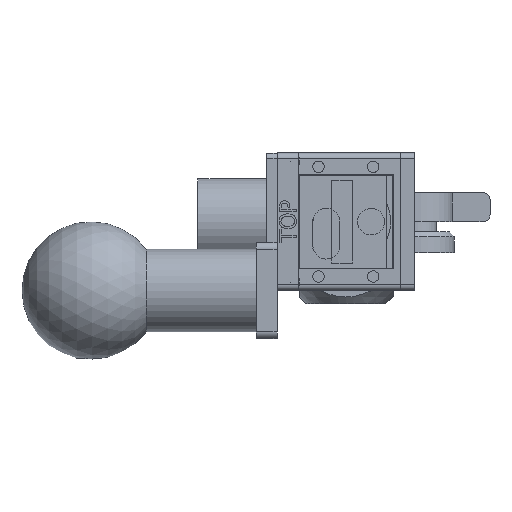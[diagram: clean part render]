
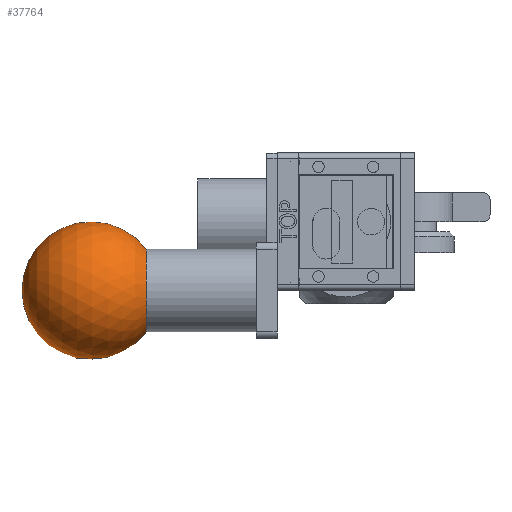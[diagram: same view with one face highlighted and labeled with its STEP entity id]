
A CAD part, left-side view. The second image highlights one B-rep face of the part: STEP entity #37764.
In plain terms, the highlighted spherical face has radius 25 mm.
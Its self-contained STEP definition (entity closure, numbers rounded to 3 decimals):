
#168=SPHERICAL_SURFACE('',#40944,25.);
#991=CIRCLE('',#40945,15.);
#992=CIRCLE('',#40946,25.);
#4900=FACE_OUTER_BOUND('',#7326,.T.);
#7326=EDGE_LOOP('',(#31046,#31047,#31048));
#18352=VERTEX_POINT('',#62454);
#18353=VERTEX_POINT('',#62456);
#22861=EDGE_CURVE('',#18352,#18352,#991,.T.);
#22862=EDGE_CURVE('',#18353,#18352,#992,.T.);
#31046=ORIENTED_EDGE('',*,*,#22861,.F.);
#31047=ORIENTED_EDGE('',*,*,#22862,.F.);
#31048=ORIENTED_EDGE('',*,*,#22862,.T.);
#37764=ADVANCED_FACE('',(#4900),#168,.T.);
#40944=AXIS2_PLACEMENT_3D('',#62453,#46932,#46933);
#40945=AXIS2_PLACEMENT_3D('',#62455,#46934,#46935);
#40946=AXIS2_PLACEMENT_3D('',#62457,#46936,#46937);
#46932=DIRECTION('center_axis',(0.,0.,1.));
#46933=DIRECTION('ref_axis',(1.,0.,0.));
#46934=DIRECTION('center_axis',(0.,0.,-1.));
#46935=DIRECTION('ref_axis',(1.,0.,0.));
#46936=DIRECTION('center_axis',(0.,-1.,0.));
#46937=DIRECTION('ref_axis',(-1.,0.,0.));
#62453=CARTESIAN_POINT('Origin',(25.,-25.,117.3));
#62454=CARTESIAN_POINT('',(10.,-25.,97.3));
#62455=CARTESIAN_POINT('Origin',(25.,-25.,97.3));
#62456=CARTESIAN_POINT('',(25.,-25.,142.3));
#62457=CARTESIAN_POINT('Origin',(25.,-25.,117.3));
